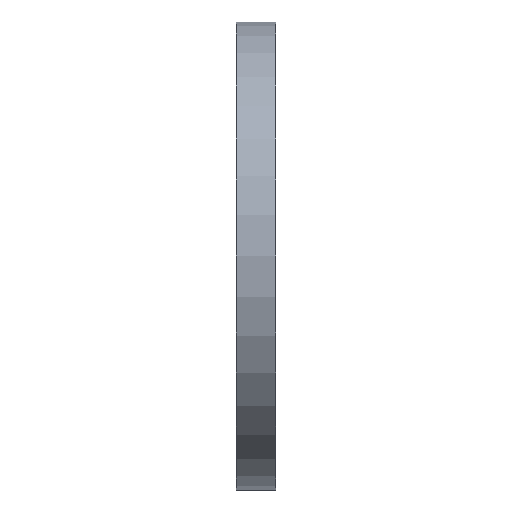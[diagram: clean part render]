
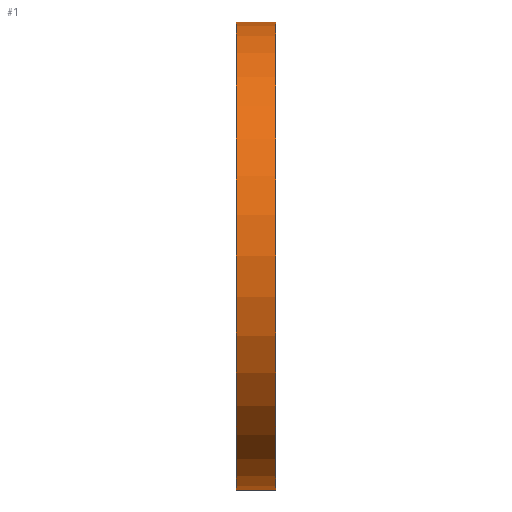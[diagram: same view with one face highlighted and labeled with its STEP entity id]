
A CAD part, left-side view. The second image highlights one B-rep face of the part: STEP entity #1.
In plain terms, the highlighted cylindrical face has radius 59 mm (diameter 118 mm), a partial arc.
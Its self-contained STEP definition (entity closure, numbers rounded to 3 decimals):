
#1 = ADVANCED_FACE ( 'NONE', ( #96 ), #186, .T. ) ;
#9 = CARTESIAN_POINT ( 'NONE',  ( 0., 0., 0. ) ) ;
#12 = VERTEX_POINT ( 'NONE', #78 ) ;
#18 = DIRECTION ( 'NONE',  ( 0., 0., -1. ) ) ;
#20 = AXIS2_PLACEMENT_3D ( 'NONE', #9, #103, #159 ) ;
#22 = DIRECTION ( 'NONE',  ( 0., 1., 0. ) ) ;
#26 = CARTESIAN_POINT ( 'NONE',  ( 0., 0., 59. ) ) ;
#37 = LINE ( 'NONE', #39, #105 ) ;
#39 = CARTESIAN_POINT ( 'NONE',  ( 0., 10., 59. ) ) ;
#41 = CIRCLE ( 'NONE', #156, 59. ) ;
#45 = ORIENTED_EDGE ( 'NONE', *, *, #51, .F. ) ;
#47 = DIRECTION ( 'NONE',  ( 0., -1., 0. ) ) ;
#51 = EDGE_CURVE ( 'NONE', #131, #54, #37, .T. ) ;
#54 = VERTEX_POINT ( 'NONE', #26 ) ;
#65 = ORIENTED_EDGE ( 'NONE', *, *, #145, .T. ) ;
#71 = CARTESIAN_POINT ( 'NONE',  ( 0., 0., -59. ) ) ;
#73 = DIRECTION ( 'NONE',  ( 0., -1., 0. ) ) ;
#78 = CARTESIAN_POINT ( 'NONE',  ( 0., 10., -59. ) ) ;
#82 = DIRECTION ( 'NONE',  ( 0., 0., 1. ) ) ;
#90 = EDGE_CURVE ( 'NONE', #199, #54, #112, .T. ) ;
#92 = LINE ( 'NONE', #180, #133 ) ;
#96 = FACE_OUTER_BOUND ( 'NONE', #115, .T. ) ;
#103 = DIRECTION ( 'NONE',  ( 0., 1., 0. ) ) ;
#105 = VECTOR ( 'NONE', #172, 1000. ) ;
#109 = CARTESIAN_POINT ( 'NONE',  ( 0., 10., 0. ) ) ;
#112 = CIRCLE ( 'NONE', #20, 59. ) ;
#113 = EDGE_CURVE ( 'NONE', #12, #131, #41, .T. ) ;
#115 = EDGE_LOOP ( 'NONE', ( #45, #117, #65, #158 ) ) ;
#117 = ORIENTED_EDGE ( 'NONE', *, *, #113, .F. ) ;
#131 = VERTEX_POINT ( 'NONE', #135 ) ;
#133 = VECTOR ( 'NONE', #73, 1000. ) ;
#135 = CARTESIAN_POINT ( 'NONE',  ( 0., 10., 59. ) ) ;
#142 = AXIS2_PLACEMENT_3D ( 'NONE', #109, #47, #18 ) ;
#145 = EDGE_CURVE ( 'NONE', #12, #199, #92, .T. ) ;
#156 = AXIS2_PLACEMENT_3D ( 'NONE', #162, #22, #82 ) ;
#158 = ORIENTED_EDGE ( 'NONE', *, *, #90, .T. ) ;
#159 = DIRECTION ( 'NONE',  ( 0., 0., 1. ) ) ;
#162 = CARTESIAN_POINT ( 'NONE',  ( 0., 10., 0. ) ) ;
#172 = DIRECTION ( 'NONE',  ( 0., -1., 0. ) ) ;
#180 = CARTESIAN_POINT ( 'NONE',  ( 0., 10., -59. ) ) ;
#186 = CYLINDRICAL_SURFACE ( 'NONE', #142, 59. ) ;
#199 = VERTEX_POINT ( 'NONE', #71 ) ;
